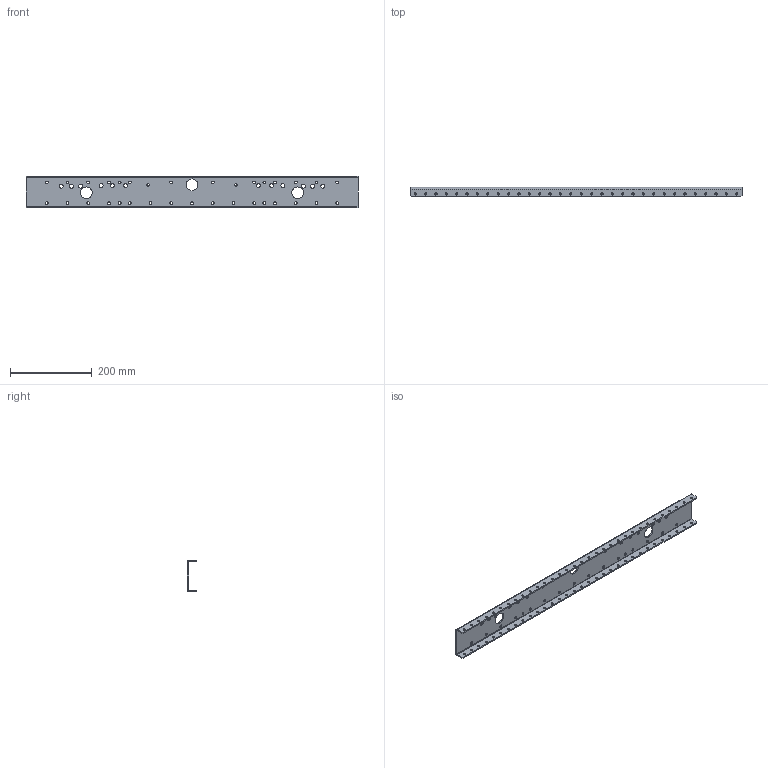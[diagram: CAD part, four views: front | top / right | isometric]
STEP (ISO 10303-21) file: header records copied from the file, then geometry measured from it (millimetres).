
FILE_DESCRIPTION (( 'STEP AP214' ), '1' );
FILE_NAME ('am-3921 AM14U4 Outside Plate.step', '2018-12-20T18:50:36', ( '' ), ( '' ), 'SwSTEP 2.0', 'SolidWorks 2018', '' );
FILE_SCHEMA (( 'AUTOMOTIVE_DESIGN' ));
Length unit declared in the file: inch
Products named in the file (1): am-3921 AM14U4 Outside Plate
Bounding box: 812.8 x 22.23 x 77.72 mm (x, y, z)
Volume: 276441.5 mm3; surface area: 187635.1 mm2
Topology: 1 solids, 1 shells, 250 faces, 728 edges, 480 vertices
Faces by surface type: cylinder 228, plane 22
Entity records: 9008 total; most frequent: DIRECTION 1686, CARTESIAN_POINT 1459, ORIENTED_EDGE 1456, EDGE_CURVE 728, AXIS2_PLACEMENT_3D 707, VERTEX_POINT 480, EDGE_LOOP 474, CIRCLE 456
